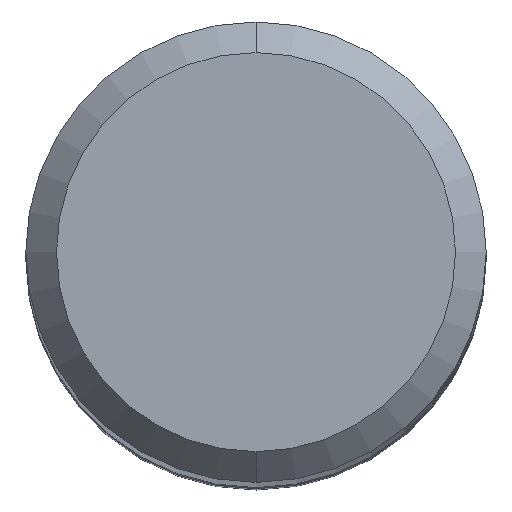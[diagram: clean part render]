
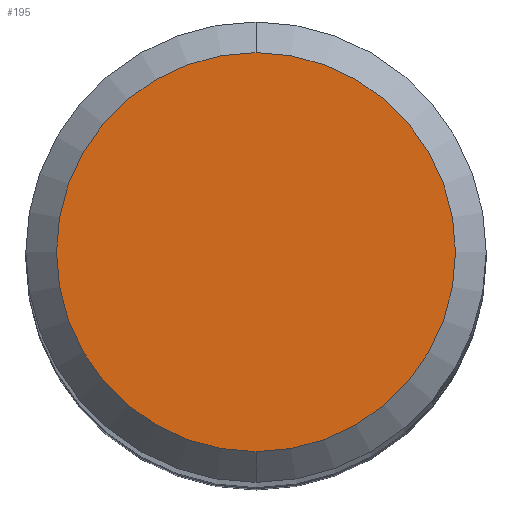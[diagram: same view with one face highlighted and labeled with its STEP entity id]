
A CAD part, top view. The second image highlights one B-rep face of the part: STEP entity #195.
In plain terms, the highlighted planar face has unit normal (0, 0, 1).
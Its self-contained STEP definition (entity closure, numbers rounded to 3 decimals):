
#195=ADVANCED_FACE('',(#503),#504,.T.);
#221=EDGE_CURVE('',#239,#289,#533,.T.);
#239=VERTEX_POINT('',#552);
#277=EDGE_CURVE('',#289,#239,#594,.T.);
#289=VERTEX_POINT('',#607);
#503=FACE_OUTER_BOUND('',#836,.T.);
#504=PLANE('',#837);
#533=CIRCLE('',#877,2.6);
#552=CARTESIAN_POINT('',(0.0,2.6,0.0));
#594=CIRCLE('',#962,2.6);
#607=CARTESIAN_POINT('',(0.,-2.6,0.0));
#836=EDGE_LOOP('',(#1464,#1465));
#837=AXIS2_PLACEMENT_3D('',#1466,#1467,#1468);
#877=AXIS2_PLACEMENT_3D('',#1501,#1502,#1503);
#962=AXIS2_PLACEMENT_3D('',#1574,#1575,#1576);
#1464=ORIENTED_EDGE('',*,*,#221,.F.);
#1465=ORIENTED_EDGE('',*,*,#277,.F.);
#1466=CARTESIAN_POINT('',(0.0,1.3,0.0));
#1467=DIRECTION('',(-0.0,0.0,1.0));
#1468=DIRECTION('',(0.0,-1.0,0.0));
#1501=CARTESIAN_POINT('',(0.0,0.0,0.0));
#1502=DIRECTION('',(0.0,0.0,-1.0));
#1503=DIRECTION('',(0.0,1.0,0.0));
#1574=CARTESIAN_POINT('',(0.0,0.0,0.0));
#1575=DIRECTION('',(0.0,0.0,-1.0));
#1576=DIRECTION('',(0.0,1.0,0.0));
